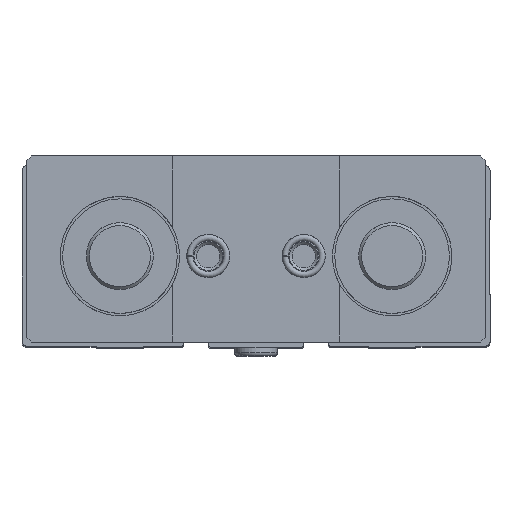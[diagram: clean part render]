
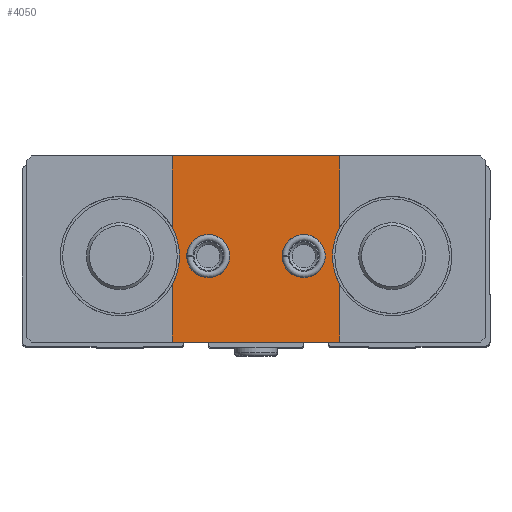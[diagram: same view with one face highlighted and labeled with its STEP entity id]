
A CAD part, top view. The second image highlights one B-rep face of the part: STEP entity #4050.
In plain terms, the highlighted planar face has unit normal (0, 0, 1).
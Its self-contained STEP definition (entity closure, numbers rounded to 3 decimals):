
#275=LINE('',#6796,#533);
#277=LINE('',#6800,#535);
#283=LINE('',#6846,#541);
#285=LINE('',#6850,#543);
#293=LINE('',#6896,#551);
#299=LINE('',#6907,#557);
#533=VECTOR('',#5531,1000.);
#535=VECTOR('',#5535,1000.);
#541=VECTOR('',#5557,1000.);
#543=VECTOR('',#5561,1000.);
#551=VECTOR('',#5583,1000.);
#557=VECTOR('',#5593,1000.);
#667=PLANE('',#4541);
#927=CIRCLE('',#4542,4.5);
#928=CIRCLE('',#4543,4.5);
#929=CIRCLE('',#4544,12.5);
#930=CIRCLE('',#4545,12.5);
#1722=ORIENTED_EDGE('',*,*,#2431,.F.);
#1723=ORIENTED_EDGE('',*,*,#2432,.F.);
#1724=ORIENTED_EDGE('',*,*,#2389,.T.);
#1725=ORIENTED_EDGE('',*,*,#2433,.T.);
#1726=ORIENTED_EDGE('',*,*,#2391,.T.);
#1727=ORIENTED_EDGE('',*,*,#2419,.T.);
#1728=ORIENTED_EDGE('',*,*,#2403,.T.);
#1729=ORIENTED_EDGE('',*,*,#2434,.T.);
#1730=ORIENTED_EDGE('',*,*,#2405,.T.);
#1731=ORIENTED_EDGE('',*,*,#2425,.T.);
#2389=EDGE_CURVE('',#2835,#2834,#275,.T.);
#2391=EDGE_CURVE('',#2836,#2837,#277,.T.);
#2403=EDGE_CURVE('',#2848,#2847,#283,.T.);
#2405=EDGE_CURVE('',#2849,#2850,#285,.T.);
#2419=EDGE_CURVE('',#2837,#2848,#293,.T.);
#2425=EDGE_CURVE('',#2850,#2835,#299,.T.);
#2431=EDGE_CURVE('',#2866,#2866,#927,.T.);
#2432=EDGE_CURVE('',#2867,#2867,#928,.T.);
#2433=EDGE_CURVE('',#2834,#2836,#929,.F.);
#2434=EDGE_CURVE('',#2847,#2849,#930,.F.);
#2834=VERTEX_POINT('',#6795);
#2835=VERTEX_POINT('',#6797);
#2836=VERTEX_POINT('',#6801);
#2837=VERTEX_POINT('',#6802);
#2847=VERTEX_POINT('',#6845);
#2848=VERTEX_POINT('',#6847);
#2849=VERTEX_POINT('',#6851);
#2850=VERTEX_POINT('',#6852);
#2866=VERTEX_POINT('',#6919);
#2867=VERTEX_POINT('',#6921);
#3241=EDGE_LOOP('',(#1722));
#3242=EDGE_LOOP('',(#1723));
#3243=EDGE_LOOP('',(#1724,#1725,#1726,#1727,#1728,#1729,#1730,#1731));
#3650=FACE_BOUND('',#3241,.T.);
#3651=FACE_BOUND('',#3242,.T.);
#3652=FACE_BOUND('',#3243,.T.);
#4050=ADVANCED_FACE('',(#3650,#3651,#3652),#667,.T.);
#4541=AXIS2_PLACEMENT_3D('',#6917,#5601,#5602);
#4542=AXIS2_PLACEMENT_3D('',#6918,#5603,#5604);
#4543=AXIS2_PLACEMENT_3D('',#6920,#5605,#5606);
#4544=AXIS2_PLACEMENT_3D('',#6922,#5607,#5608);
#4545=AXIS2_PLACEMENT_3D('',#6923,#5609,#5610);
#5531=DIRECTION('',(0.,1.,0.));
#5535=DIRECTION('',(0.,1.,0.));
#5557=DIRECTION('',(0.,-1.,0.));
#5561=DIRECTION('',(0.,-1.,0.));
#5583=DIRECTION('',(-1.,0.,0.));
#5593=DIRECTION('',(1.,0.,0.));
#5601=DIRECTION('',(0.,0.,1.));
#5602=DIRECTION('',(1.,0.,0.));
#5603=DIRECTION('',(0.,0.,1.));
#5604=DIRECTION('',(1.,0.,0.));
#5605=DIRECTION('',(0.,0.,1.));
#5606=DIRECTION('',(1.,0.,0.));
#5607=DIRECTION('',(0.,0.,1.));
#5608=DIRECTION('',(1.,0.,0.));
#5609=DIRECTION('',(0.,0.,1.));
#5610=DIRECTION('',(1.,0.,0.));
#6795=CARTESIAN_POINT('',(17.5,-5.937,30.));
#6796=CARTESIAN_POINT('',(17.5,0.,30.));
#6797=CARTESIAN_POINT('',(17.5,-18.,30.));
#6800=CARTESIAN_POINT('',(17.5,0.,30.));
#6801=CARTESIAN_POINT('',(17.5,5.937,30.));
#6802=CARTESIAN_POINT('',(17.5,21.,30.));
#6845=CARTESIAN_POINT('',(-17.5,5.937,30.));
#6846=CARTESIAN_POINT('',(-17.5,0.,30.));
#6847=CARTESIAN_POINT('',(-17.5,21.,30.));
#6850=CARTESIAN_POINT('',(-17.5,0.,30.));
#6851=CARTESIAN_POINT('',(-17.5,-5.937,30.));
#6852=CARTESIAN_POINT('',(-17.5,-18.,30.));
#6896=CARTESIAN_POINT('',(48.,21.,30.));
#6907=CARTESIAN_POINT('',(-48.,-18.,30.));
#6917=CARTESIAN_POINT('',(0.,0.,30.));
#6918=CARTESIAN_POINT('',(-10.,0.,30.));
#6919=CARTESIAN_POINT('',(-5.5,0.,30.));
#6920=CARTESIAN_POINT('',(10.,0.,30.));
#6921=CARTESIAN_POINT('',(14.5,0.,30.));
#6922=CARTESIAN_POINT('',(28.5,0.,30.));
#6923=CARTESIAN_POINT('',(-28.5,0.,30.));
